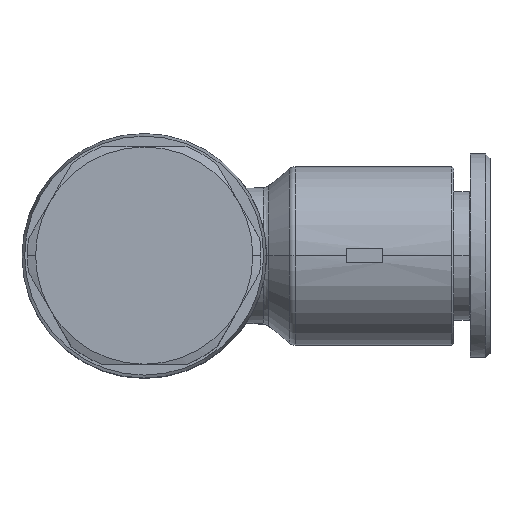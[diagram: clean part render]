
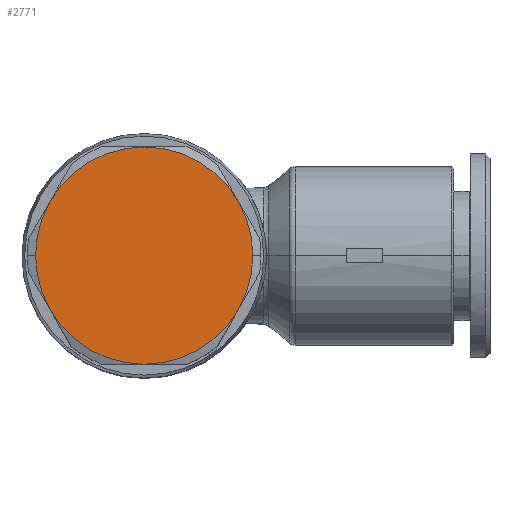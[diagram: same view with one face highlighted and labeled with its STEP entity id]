
A CAD part, top view. The second image highlights one B-rep face of the part: STEP entity #2771.
In plain terms, the highlighted planar face has unit normal (0, 0, 1).
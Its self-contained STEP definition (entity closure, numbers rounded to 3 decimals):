
#1695=CARTESIAN_POINT('',(25.3,0.,15.1));
#1696=VERTEX_POINT('',#1695);
#1703=CARTESIAN_POINT('',(23.692,-6.,15.1));
#1704=VERTEX_POINT('',#1703);
#1705=CARTESIAN_POINT('',(13.3,0.,15.1));
#1706=DIRECTION('',(0.0,0.0,1.0));
#1707=DIRECTION('',(-1.0,0.0,0.0));
#1708=AXIS2_PLACEMENT_3D('',#1705,#1706,#1707);
#1709=CIRCLE('',#1708,12.);
#1710=EDGE_CURVE('',#1704,#1696,#1709,.T.);
#1734=CARTESIAN_POINT('',(1.3,0.,15.1));
#1735=VERTEX_POINT('',#1734);
#1743=CARTESIAN_POINT('',(2.908,-6.,15.1));
#1744=VERTEX_POINT('',#1743);
#1758=CARTESIAN_POINT('',(13.3,0.,15.1));
#1759=DIRECTION('',(0.0,0.0,1.0));
#1760=DIRECTION('',(-1.0,0.0,0.0));
#1761=AXIS2_PLACEMENT_3D('',#1758,#1759,#1760);
#1762=CIRCLE('',#1761,12.);
#1763=EDGE_CURVE('',#1735,#1744,#1762,.T.);
#2185=CARTESIAN_POINT('',(13.3,-12.,15.1));
#2186=VERTEX_POINT('',#2185);
#2222=CARTESIAN_POINT('',(13.3,0.,15.1));
#2223=DIRECTION('',(0.0,0.0,1.0));
#2224=DIRECTION('',(-1.0,0.0,0.0));
#2225=AXIS2_PLACEMENT_3D('',#2222,#2223,#2224);
#2226=CIRCLE('',#2225,12.);
#2227=EDGE_CURVE('',#2186,#1704,#2226,.T.);
#2274=CARTESIAN_POINT('',(13.3,0.,15.1));
#2275=DIRECTION('',(0.0,0.0,1.0));
#2276=DIRECTION('',(-1.0,0.0,0.0));
#2277=AXIS2_PLACEMENT_3D('',#2274,#2275,#2276);
#2278=CIRCLE('',#2277,12.);
#2279=EDGE_CURVE('',#1744,#2186,#2278,.T.);
#2290=CARTESIAN_POINT('',(2.908,6.,15.1));
#2291=VERTEX_POINT('',#2290);
#2292=CARTESIAN_POINT('',(13.3,0.,15.1));
#2293=DIRECTION('',(0.0,0.0,1.0));
#2294=DIRECTION('',(-1.0,0.0,0.0));
#2295=AXIS2_PLACEMENT_3D('',#2292,#2293,#2294);
#2296=CIRCLE('',#2295,12.);
#2297=EDGE_CURVE('',#2291,#1735,#2296,.T.);
#2344=CARTESIAN_POINT('',(13.3,12.,15.1));
#2345=VERTEX_POINT('',#2344);
#2346=CARTESIAN_POINT('',(13.3,0.,15.1));
#2347=DIRECTION('',(0.0,0.0,1.0));
#2348=DIRECTION('',(-1.0,0.0,0.0));
#2349=AXIS2_PLACEMENT_3D('',#2346,#2347,#2348);
#2350=CIRCLE('',#2349,12.);
#2351=EDGE_CURVE('',#2345,#2291,#2350,.T.);
#2398=CARTESIAN_POINT('',(23.692,6.,15.1));
#2399=VERTEX_POINT('',#2398);
#2400=CARTESIAN_POINT('',(13.3,0.,15.1));
#2401=DIRECTION('',(0.0,0.0,1.0));
#2402=DIRECTION('',(-1.0,0.0,0.0));
#2403=AXIS2_PLACEMENT_3D('',#2400,#2401,#2402);
#2404=CIRCLE('',#2403,12.);
#2405=EDGE_CURVE('',#2399,#2345,#2404,.T.);
#2460=CARTESIAN_POINT('',(13.3,0.,15.1));
#2461=DIRECTION('',(0.0,0.0,1.0));
#2462=DIRECTION('',(-1.0,0.0,0.0));
#2463=AXIS2_PLACEMENT_3D('',#2460,#2461,#2462);
#2464=CIRCLE('',#2463,12.);
#2465=EDGE_CURVE('',#1696,#2399,#2464,.T.);
#2756=CARTESIAN_POINT('',(13.3,0.,15.1));
#2757=DIRECTION('',(0.0,0.0,1.0));
#2758=DIRECTION('',(-1.0,0.0,0.0));
#2759=AXIS2_PLACEMENT_3D('',#2756,#2757,#2758);
#2760=PLANE('',#2759);
#2761=ORIENTED_EDGE('',*,*,#1710,.T.);
#2762=ORIENTED_EDGE('',*,*,#2465,.T.);
#2763=ORIENTED_EDGE('',*,*,#2405,.T.);
#2764=ORIENTED_EDGE('',*,*,#2351,.T.);
#2765=ORIENTED_EDGE('',*,*,#2297,.T.);
#2766=ORIENTED_EDGE('',*,*,#1763,.T.);
#2767=ORIENTED_EDGE('',*,*,#2279,.T.);
#2768=ORIENTED_EDGE('',*,*,#2227,.T.);
#2769=EDGE_LOOP('',(#2761,#2762,#2763,#2764,#2765,#2766,#2767,#2768));
#2770=FACE_OUTER_BOUND('',#2769,.T.);
#2771=ADVANCED_FACE('',(#2770),#2760,.T.);
